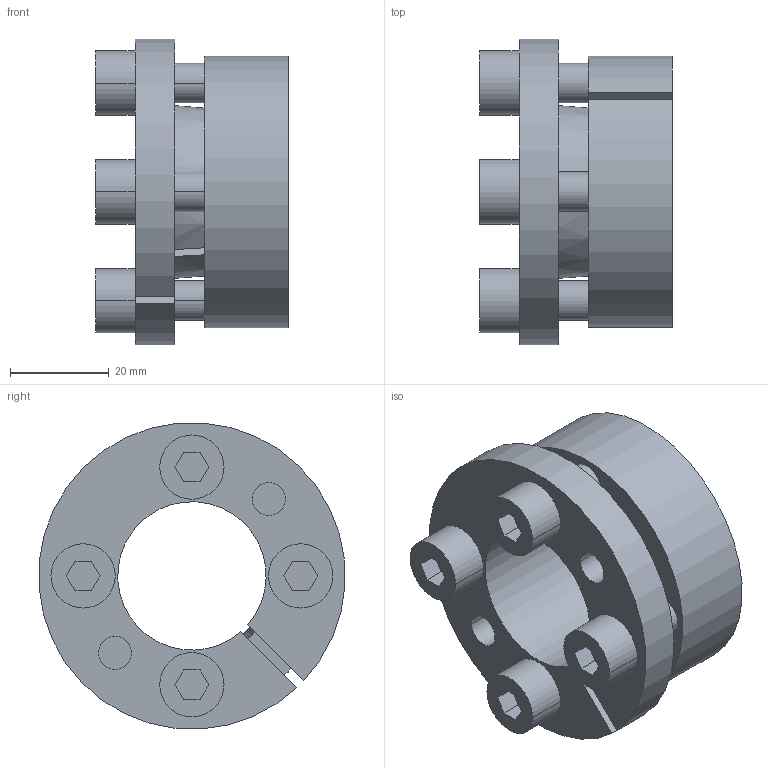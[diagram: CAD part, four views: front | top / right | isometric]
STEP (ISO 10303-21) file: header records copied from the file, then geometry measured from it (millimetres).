
FILE_DESCRIPTION((''),'2;1');
FILE_NAME('082255030055_INT_ASM','2006-02-28T',('Rathmann'),(''),'PRO/ENGINEER BY PARAMETRIC TECHNOLOGY CORPORATION, 2005180','PRO/ENGINEER BY PARAMETRIC TECHNOLOGY CORPORATION, 2005180','');
FILE_SCHEMA(('AUTOMOTIVE_DESIGN_CC2 { 1 2 10303 214 -1 1 5 2 }'));
Length unit declared in the file: millimetre
Products named in the file (4): 082255030055I_INT; 082255030055A_INT; DIN912-M8X25_INT; 082255030055_INT_ASM
Assembly tree (6 placements, depth 2):
  082255030055_INT_ASM
    082255030055I_INT
    082255030055A_INT
    DIN912-M8X25_INT  x4
Bounding box: 39 x 61.85 x 61.85 mm (x, y, z)
Volume: 51254.7 mm3; surface area: 25695.1 mm2
Topology: 6 solids, 6 shells, 98 faces, 243 edges, 182 vertices
Faces by surface type: plane 49, cylinder 39, cone 10
Entity records: 1851 total; most frequent: DIRECTION 330, CARTESIAN_POINT 308, ORIENTED_EDGE 248, AXIS2_PLACEMENT_3D 128, EDGE_CURVE 124, VERTEX_POINT 82, VECTOR 74, LINE 74
